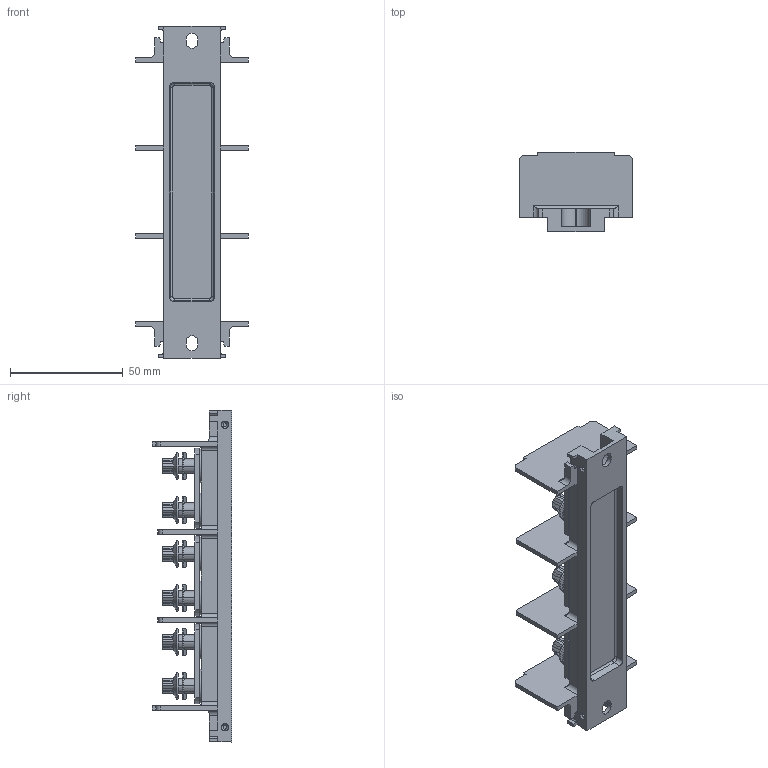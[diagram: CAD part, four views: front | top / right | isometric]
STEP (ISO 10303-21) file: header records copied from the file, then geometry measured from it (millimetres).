
FILE_DESCRIPTION((''),'2;1');
FILE_NAME('32406263004BMT','2020-07-30T',('presta_be4'),(''),'CREO PARAMETRIC BY PTC INC, 2018360','CREO PARAMETRIC BY PTC INC, 2018360','');
FILE_SCHEMA(('CONFIG_CONTROL_DESIGN'));
Length unit declared in the file: millimetre
Products named in the file (1): 32406263004BMT
Bounding box: 50 x 35.2 x 147.2 mm (x, y, z)
Volume: 52114.8 mm3; surface area: 32527.6 mm2
Topology: 10 solids, 10 shells, 585 faces, 1592 edges, 1042 vertices
Faces by surface type: plane 291, cylinder 206, cone 72, torus 12, bspline 4
Entity records: 21722 total; most frequent: CARTESIAN_POINT 7387, ORIENTED_EDGE 3176, DIRECTION 2706, EDGE_CURVE 1588, VERTEX_POINT 1042, AXIS2_PLACEMENT_3D 965, VECTOR 776, LINE 776
